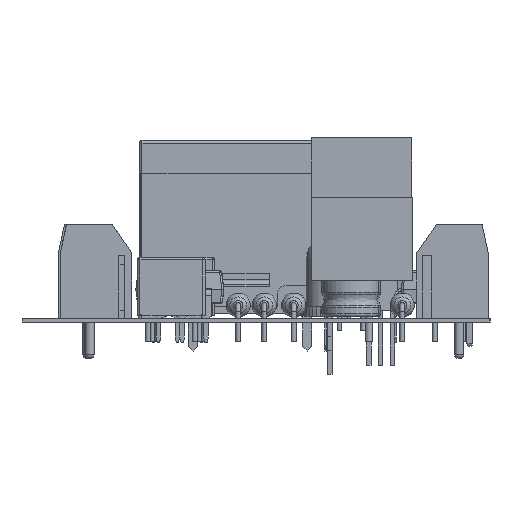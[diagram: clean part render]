
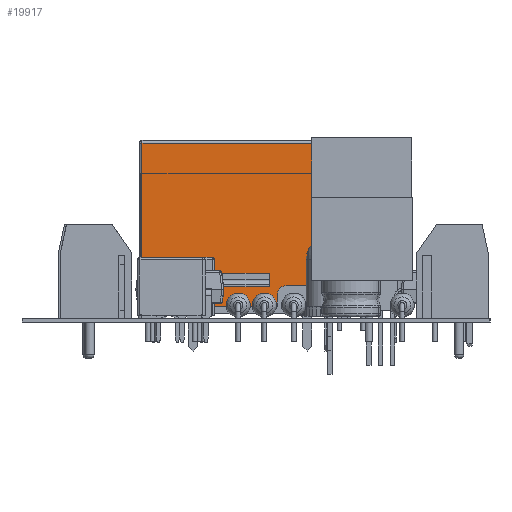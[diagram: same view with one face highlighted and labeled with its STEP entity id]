
A CAD part, left-side view. The second image highlights one B-rep face of the part: STEP entity #19917.
In plain terms, the highlighted planar face has unit normal (-1, 0, 0).
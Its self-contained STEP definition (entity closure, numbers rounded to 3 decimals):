
#19514 = VERTEX_POINT('',#19515);
#19515 = CARTESIAN_POINT('',(-16.5,3.5,-15.75));
#19521 = EDGE_CURVE('',#19522,#19514,#19524,.T.);
#19522 = VERTEX_POINT('',#19523);
#19523 = CARTESIAN_POINT('',(-16.5,3.5,-22.2));
#19524 = LINE('',#19525,#19526);
#19525 = CARTESIAN_POINT('',(-16.5,3.5,-19.125));
#19526 = VECTOR('',#19527,1.);
#19527 = DIRECTION('',(0.,0.,1.));
#19729 = VERTEX_POINT('',#19730);
#19730 = CARTESIAN_POINT('',(-16.5,18.7,-22.2));
#19762 = EDGE_CURVE('',#19522,#19729,#19763,.T.);
#19763 = LINE('',#19764,#19765);
#19764 = CARTESIAN_POINT('',(-16.5,1.75,-22.2));
#19765 = VECTOR('',#19766,1.);
#19766 = DIRECTION('',(0.,1.,0.));
#19833 = EDGE_CURVE('',#19729,#19834,#19836,.T.);
#19834 = VERTEX_POINT('',#19835);
#19835 = CARTESIAN_POINT('',(-16.5,18.7,-0.3));
#19836 = LINE('',#19837,#19838);
#19837 = CARTESIAN_POINT('',(-16.5,18.7,-16.875));
#19838 = VECTOR('',#19839,1.);
#19839 = DIRECTION('',(0.,0.,1.));
#19892 = VERTEX_POINT('',#19893);
#19893 = CARTESIAN_POINT('',(-16.5,3.5,-0.3));
#19907 = EDGE_CURVE('',#19834,#19892,#19908,.T.);
#19908 = LINE('',#19909,#19910);
#19909 = CARTESIAN_POINT('',(-16.5,0.,-0.3));
#19910 = VECTOR('',#19911,1.);
#19911 = DIRECTION('',(0.,-1.,0.));
#19917 = ADVANCED_FACE('',(#19918,#19972),#20022,.T.);
#19918 = FACE_BOUND('',#19919,.T.);
#19919 = EDGE_LOOP('',(#19920,#19921,#19922,#19931,#19939,#19947,#19955,
    #19964,#19970,#19971));
#19920 = ORIENTED_EDGE('',*,*,#19762,.F.);
#19921 = ORIENTED_EDGE('',*,*,#19521,.T.);
#19922 = ORIENTED_EDGE('',*,*,#19923,.T.);
#19923 = EDGE_CURVE('',#19514,#19924,#19926,.T.);
#19924 = VERTEX_POINT('',#19925);
#19925 = CARTESIAN_POINT('',(-16.5,2.5,-14.75));
#19926 = CIRCLE('',#19927,1.);
#19927 = AXIS2_PLACEMENT_3D('',#19928,#19929,#19930);
#19928 = CARTESIAN_POINT('',(-16.5,2.5,-15.75));
#19929 = DIRECTION('',(1.,0.,0.));
#19930 = DIRECTION('',(0.,1.,0.));
#19931 = ORIENTED_EDGE('',*,*,#19932,.T.);
#19932 = EDGE_CURVE('',#19924,#19933,#19935,.T.);
#19933 = VERTEX_POINT('',#19934);
#19934 = CARTESIAN_POINT('',(-16.5,1.31,-14.75));
#19935 = LINE('',#19936,#19937);
#19936 = CARTESIAN_POINT('',(-16.5,0.25,-14.75));
#19937 = VECTOR('',#19938,1.);
#19938 = DIRECTION('',(0.,-1.,0.));
#19939 = ORIENTED_EDGE('',*,*,#19940,.T.);
#19940 = EDGE_CURVE('',#19933,#19941,#19943,.T.);
#19941 = VERTEX_POINT('',#19942);
#19942 = CARTESIAN_POINT('',(-16.5,1.31,-7.75));
#19943 = LINE('',#19944,#19945);
#19944 = CARTESIAN_POINT('',(-16.5,1.31,-15.125));
#19945 = VECTOR('',#19946,1.);
#19946 = DIRECTION('',(0.,0.,1.));
#19947 = ORIENTED_EDGE('',*,*,#19948,.T.);
#19948 = EDGE_CURVE('',#19941,#19949,#19951,.T.);
#19949 = VERTEX_POINT('',#19950);
#19950 = CARTESIAN_POINT('',(-16.5,2.5,-7.75));
#19951 = LINE('',#19952,#19953);
#19952 = CARTESIAN_POINT('',(-16.5,1.25,-7.75));
#19953 = VECTOR('',#19954,1.);
#19954 = DIRECTION('',(0.,1.,0.));
#19955 = ORIENTED_EDGE('',*,*,#19956,.T.);
#19956 = EDGE_CURVE('',#19949,#19957,#19959,.T.);
#19957 = VERTEX_POINT('',#19958);
#19958 = CARTESIAN_POINT('',(-16.5,3.5,-6.75));
#19959 = CIRCLE('',#19960,1.);
#19960 = AXIS2_PLACEMENT_3D('',#19961,#19962,#19963);
#19961 = CARTESIAN_POINT('',(-16.5,2.5,-6.75));
#19962 = DIRECTION('',(1.,0.,0.));
#19963 = DIRECTION('',(0.,0.,-1.));
#19964 = ORIENTED_EDGE('',*,*,#19965,.T.);
#19965 = EDGE_CURVE('',#19957,#19892,#19966,.T.);
#19966 = LINE('',#19967,#19968);
#19967 = CARTESIAN_POINT('',(-16.5,3.5,-11.25));
#19968 = VECTOR('',#19969,1.);
#19969 = DIRECTION('',(0.,0.,1.));
#19970 = ORIENTED_EDGE('',*,*,#19907,.F.);
#19971 = ORIENTED_EDGE('',*,*,#19833,.F.);
#19972 = FACE_BOUND('',#19973,.T.);
#19973 = EDGE_LOOP('',(#19974,#19984,#19992,#20000,#20008,#20016));
#19974 = ORIENTED_EDGE('',*,*,#19975,.T.);
#19975 = EDGE_CURVE('',#19976,#19978,#19980,.T.);
#19976 = VERTEX_POINT('',#19977);
#19977 = CARTESIAN_POINT('',(-16.5,3.387,-13.905));
#19978 = VERTEX_POINT('',#19979);
#19979 = CARTESIAN_POINT('',(-16.5,3.814,-13.905));
#19980 = LINE('',#19981,#19982);
#19981 = CARTESIAN_POINT('',(-16.5,2.057,-13.905));
#19982 = VECTOR('',#19983,1.);
#19983 = DIRECTION('',(0.,1.,0.));
#19984 = ORIENTED_EDGE('',*,*,#19985,.T.);
#19985 = EDGE_CURVE('',#19978,#19986,#19988,.T.);
#19986 = VERTEX_POINT('',#19987);
#19987 = CARTESIAN_POINT('',(-16.5,4.84,-13.905));
#19988 = LINE('',#19989,#19990);
#19989 = CARTESIAN_POINT('',(-16.5,2.057,-13.905));
#19990 = VECTOR('',#19991,1.);
#19991 = DIRECTION('',(0.,1.,0.));
#19992 = ORIENTED_EDGE('',*,*,#19993,.T.);
#19993 = EDGE_CURVE('',#19986,#19994,#19996,.T.);
#19994 = VERTEX_POINT('',#19995);
#19995 = CARTESIAN_POINT('',(-16.5,4.84,-8.595));
#19996 = LINE('',#19997,#19998);
#19997 = CARTESIAN_POINT('',(-16.5,4.84,-18.203));
#19998 = VECTOR('',#19999,1.);
#19999 = DIRECTION('',(0.,0.,1.));
#20000 = ORIENTED_EDGE('',*,*,#20001,.T.);
#20001 = EDGE_CURVE('',#19994,#20002,#20004,.T.);
#20002 = VERTEX_POINT('',#20003);
#20003 = CARTESIAN_POINT('',(-16.5,3.814,-8.595));
#20004 = LINE('',#20005,#20006);
#20005 = CARTESIAN_POINT('',(-16.5,2.42,-8.595));
#20006 = VECTOR('',#20007,1.);
#20007 = DIRECTION('',(0.,-1.,0.));
#20008 = ORIENTED_EDGE('',*,*,#20009,.T.);
#20009 = EDGE_CURVE('',#20002,#20010,#20012,.T.);
#20010 = VERTEX_POINT('',#20011);
#20011 = CARTESIAN_POINT('',(-16.5,3.387,-8.595));
#20012 = LINE('',#20013,#20014);
#20013 = CARTESIAN_POINT('',(-16.5,1.694,-8.595));
#20014 = VECTOR('',#20015,1.);
#20015 = DIRECTION('',(0.,-1.,0.));
#20016 = ORIENTED_EDGE('',*,*,#20017,.T.);
#20017 = EDGE_CURVE('',#20010,#19976,#20018,.T.);
#20018 = LINE('',#20019,#20020);
#20019 = CARTESIAN_POINT('',(-16.5,3.387,-18.203));
#20020 = VECTOR('',#20021,1.);
#20021 = DIRECTION('',(0.,0.,-1.));
#20022 = PLANE('',#20023);
#20023 = AXIS2_PLACEMENT_3D('',#20024,#20025,#20026);
#20024 = CARTESIAN_POINT('',(-16.5,0.,-22.5));
#20025 = DIRECTION('',(-1.,0.,0.));
#20026 = DIRECTION('',(0.,0.,1.));
